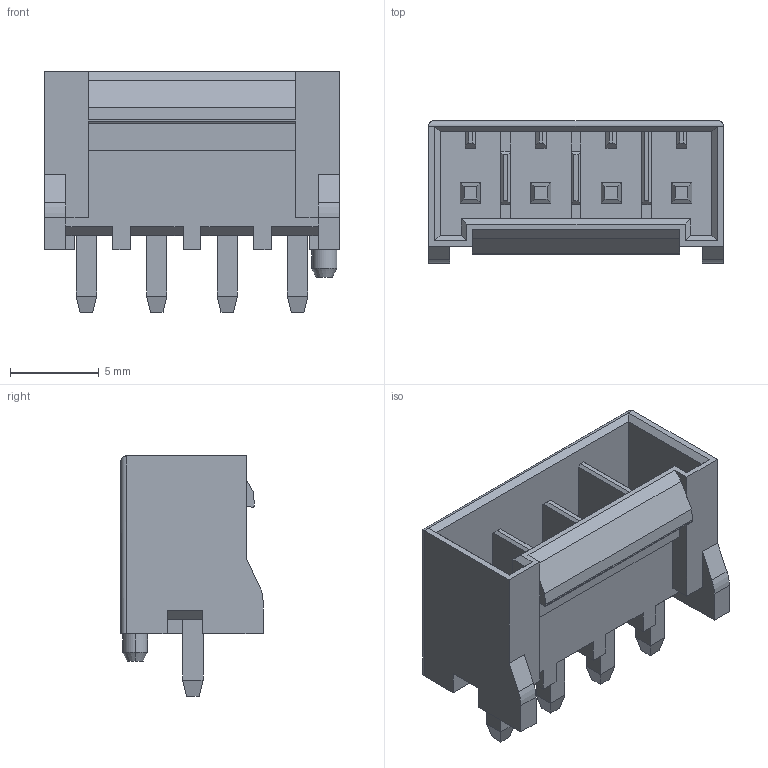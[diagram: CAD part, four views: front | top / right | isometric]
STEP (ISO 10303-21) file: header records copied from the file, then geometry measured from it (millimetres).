
FILE_DESCRIPTION(('Creo Elements/Direct Modeling STEP Export'),'2;1');
FILE_NAME('DF63M-4P-3.96DSA.stp','2019-01-09T13:02:19',(''),(''),'Creo Elements/Direct Modeling STEP processor for AP214 (Solid Model)','Creo Elements/Direct Modeling 19.0F 14-Feb-2017 (C) Parametric Technology GmbH','');
FILE_SCHEMA(('AUTOMOTIVE_DESIGN { 1 0 10303 214 1 1 1 1 }'));
Length unit declared in the file: millimetre
Products named in the file (2): DF63M-4P-3_96DSA
Assembly tree (1 placements, depth 2):
  DF63M-4P-3_96DSA
    DF63M-4P-3_96DSA
Bounding box: 16.58 x 8 x 13.5 mm (x, y, z)
Volume: 543.8 mm3; surface area: 1405.8 mm2
Topology: 1 solids, 1 shells, 222 faces, 583 edges, 372 vertices
Faces by surface type: plane 212, cylinder 8, cone 2
Entity records: 6693 total; most frequent: CARTESIAN_POINT 1202, ORIENTED_EDGE 1166, DIRECTION 1037, EDGE_CURVE 583, VECTOR 567, LINE 567, VERTEX_POINT 372, AXIS2_PLACEMENT_3D 235
